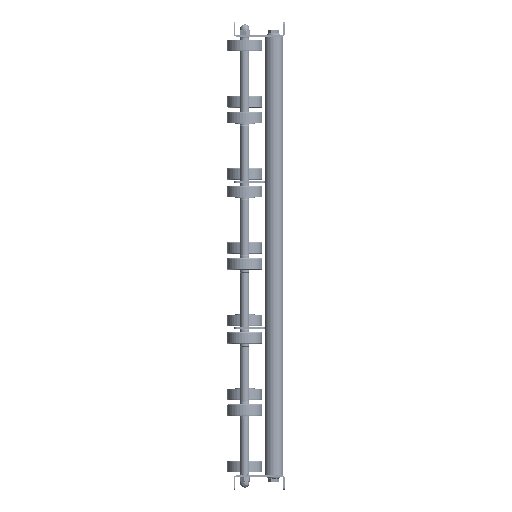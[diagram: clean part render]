
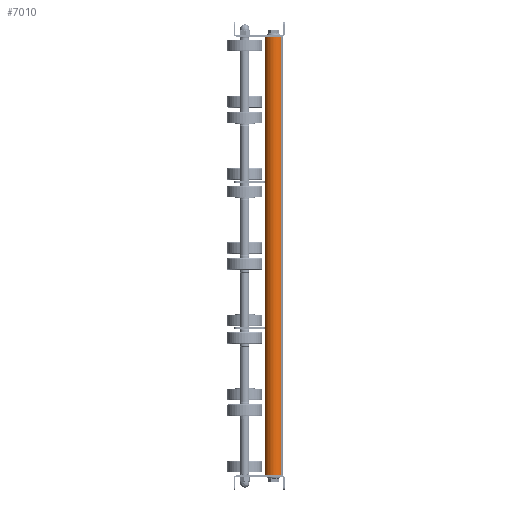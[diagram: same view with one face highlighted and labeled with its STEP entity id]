
A CAD part, left-side view. The second image highlights one B-rep face of the part: STEP entity #7010.
In plain terms, the highlighted cylindrical face has radius 12.5 mm (diameter 25 mm), a partial arc.
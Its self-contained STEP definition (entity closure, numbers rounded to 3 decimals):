
#572 = FACE_OUTER_BOUND ( 'NONE', #7748, .T. ) ;
#1929 = ORIENTED_EDGE ( 'NONE', *, *, #16854, .T. ) ;
#1958 = DIRECTION ( 'NONE',  ( -1., 0., 0. ) ) ;
#3000 = CARTESIAN_POINT ( 'NONE',  ( 1., 0., 0. ) ) ;
#3535 = VERTEX_POINT ( 'NONE', #13212 ) ;
#3712 = CIRCLE ( 'NONE', #9297, 12.5 ) ;
#4227 = EDGE_CURVE ( 'NONE', #14090, #7728, #7821, .T. ) ;
#6499 = CARTESIAN_POINT ( 'NONE',  ( 599., 0., -12.5 ) ) ;
#6667 = CARTESIAN_POINT ( 'NONE',  ( 600., 0., -12.5 ) ) ;
#6818 = EDGE_CURVE ( 'NONE', #21125, #3535, #8301, .T. ) ;
#6964 = DIRECTION ( 'NONE',  ( -1., 0., 0. ) ) ;
#7010 = ADVANCED_FACE ( 'NONE', ( #572 ), #20291, .T. ) ;
#7608 = DIRECTION ( 'NONE',  ( -1., 0., 0. ) ) ;
#7728 = VERTEX_POINT ( 'NONE', #9182 ) ;
#7748 = EDGE_LOOP ( 'NONE', ( #9520, #1929, #12476, #21505 ) ) ;
#7821 = LINE ( 'NONE', #14142, #18729 ) ;
#8301 = LINE ( 'NONE', #6667, #15757 ) ;
#9182 = CARTESIAN_POINT ( 'NONE',  ( 1., 0., 12.5 ) ) ;
#9297 = AXIS2_PLACEMENT_3D ( 'NONE', #12052, #6964, #20464 ) ;
#9520 = ORIENTED_EDGE ( 'NONE', *, *, #6818, .F. ) ;
#9878 = CARTESIAN_POINT ( 'NONE',  ( 599., 0., 12.5 ) ) ;
#9945 = EDGE_CURVE ( 'NONE', #7728, #3535, #14161, .T. ) ;
#11389 = DIRECTION ( 'NONE',  ( 0., 0., -1. ) ) ;
#12052 = CARTESIAN_POINT ( 'NONE',  ( 599., 0., 0. ) ) ;
#12476 = ORIENTED_EDGE ( 'NONE', *, *, #4227, .T. ) ;
#12747 = AXIS2_PLACEMENT_3D ( 'NONE', #3000, #20997, #11389 ) ;
#13212 = CARTESIAN_POINT ( 'NONE',  ( 1., 0., -12.5 ) ) ;
#13280 = AXIS2_PLACEMENT_3D ( 'NONE', #20499, #1958, #13741 ) ;
#13741 = DIRECTION ( 'NONE',  ( 0., 0., 1. ) ) ;
#14090 = VERTEX_POINT ( 'NONE', #9878 ) ;
#14142 = CARTESIAN_POINT ( 'NONE',  ( 600., 0., 12.5 ) ) ;
#14161 = CIRCLE ( 'NONE', #12747, 12.5 ) ;
#15042 = DIRECTION ( 'NONE',  ( -1., 0., 0. ) ) ;
#15757 = VECTOR ( 'NONE', #15042, 1000. ) ;
#16854 = EDGE_CURVE ( 'NONE', #21125, #14090, #3712, .T. ) ;
#18729 = VECTOR ( 'NONE', #7608, 1000. ) ;
#20291 = CYLINDRICAL_SURFACE ( 'NONE', #13280, 12.5 ) ;
#20464 = DIRECTION ( 'NONE',  ( 0., 0., -1. ) ) ;
#20499 = CARTESIAN_POINT ( 'NONE',  ( 600., 0., 0. ) ) ;
#20997 = DIRECTION ( 'NONE',  ( 1., 0., 0. ) ) ;
#21125 = VERTEX_POINT ( 'NONE', #6499 ) ;
#21505 = ORIENTED_EDGE ( 'NONE', *, *, #9945, .T. ) ;
